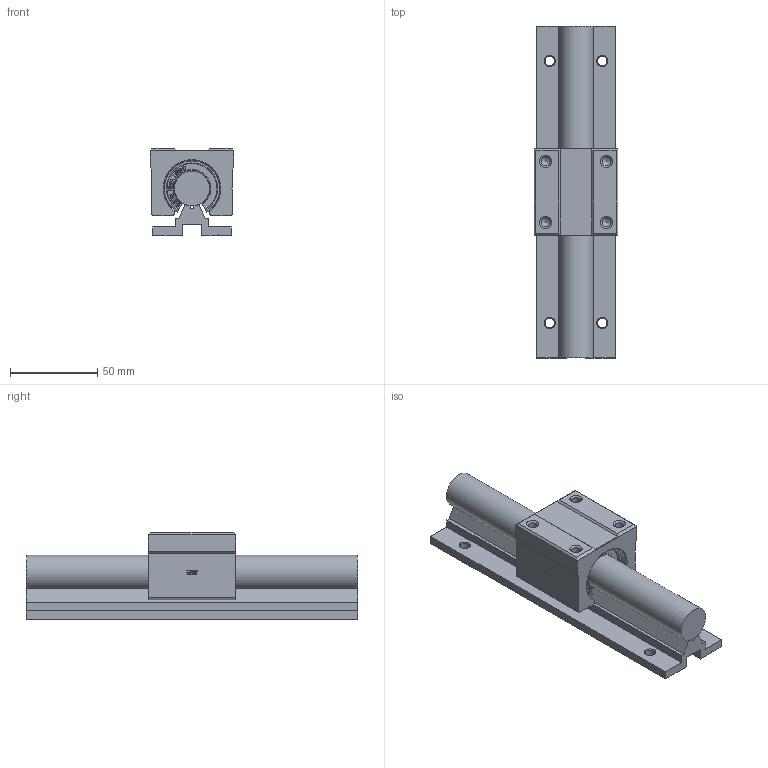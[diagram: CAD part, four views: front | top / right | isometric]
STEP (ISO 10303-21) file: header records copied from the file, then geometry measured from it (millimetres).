
FILE_DESCRIPTION((''),'2;1');
FILE_NAME('SBR20UU.stp','2013-02-07T11:58:42',('user2'),(''),'Autodesk Inventor 2012','Autodesk Inventor 2012','');
FILE_SCHEMA(('AUTOMOTIVE_DESIGN { 1 0 10303 214 1 1 1 1 }'));
Length unit declared in the file: millimetre
Products named in the file (4): SBR20UU; LM20UUOP; SBS20
Assembly tree (3 placements, depth 2):
  SBR20UU
    LM20UUOP
    SBR20UU
    SBS20
Bounding box: 48 x 190 x 50 mm (x, y, z)
Volume: 183833.7 mm3; surface area: 61063.3 mm2
Topology: 4 solids, 4 shells, 1284 faces, 3630 edges, 2408 vertices
Faces by surface type: bspline 858, plane 356, cone 36, cylinder 32, torus 2
Full cylindrical faces by diameter (mm): 2.459 x4, 4.917 x4, 5.5 x4, 6.6 x2
Entity records: 43817 total; most frequent: CARTESIAN_POINT 15465, ORIENTED_EDGE 7152, EDGE_CURVE 3576, DIRECTION 2794, VERTEX_POINT 2392, VECTOR 1732, LINE 1732, QUASI_UNIFORM_CURVE 1450
